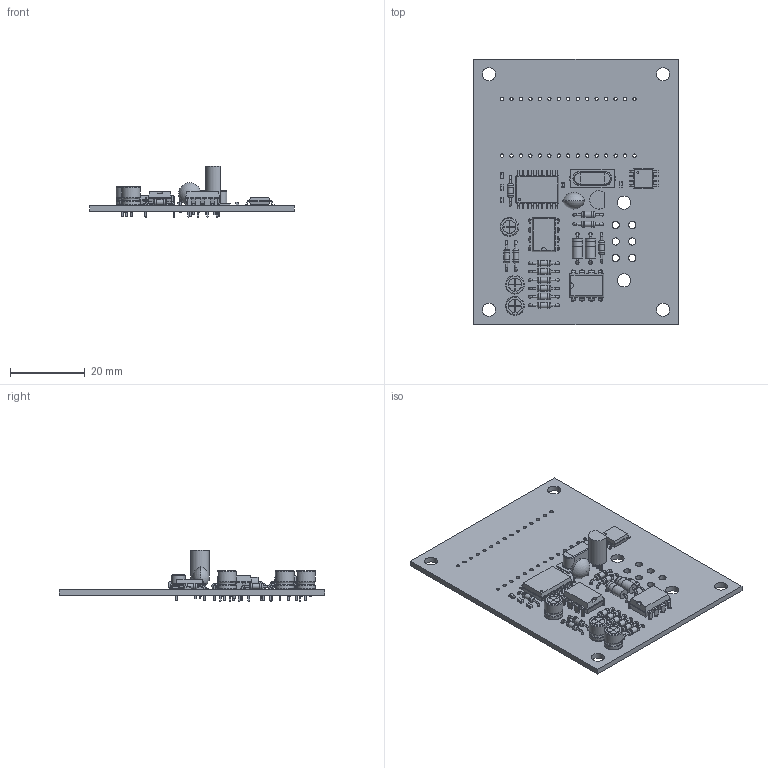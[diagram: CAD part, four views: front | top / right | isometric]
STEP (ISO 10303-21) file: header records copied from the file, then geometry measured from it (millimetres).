
FILE_DESCRIPTION(('KiCad electronic assembly'),'2;1');
FILE_NAME('New Tachometer.step','2025-11-23T23:48:50',('Pcbnew'),( 'Kicad'),'Open CASCADE STEP processor 7.9','KiCad to STEP converter' ,'Unknown');
FILE_SCHEMA(('AUTOMOTIVE_DESIGN { 1 0 10303 214 1 1 1 1 }'));
Length unit declared in the file: millimetre
Products named in the file (13): New Tachometer 1; R_Axial_DIN0204_L3.6mm_D1.6mm_P7.62mm_Horizontal; SOIC-18W_7.5x11.6mm_P1.27mm; CP_Radial_D5.0mm_P2.50mm; DIP-8_W7.62mm; C_0603_1608Metric; TO-92L_Inline; Crystal_SMD_HC49-SD; D_A-405_P7.62mm_Horizontal; CP_EIA-1608-08_AVX-J; C_Disc_D6.0mm_W4.4mm_P5.00mm; SOIC-8_5.3x5.3mm_P1.27mm; New Tachometer_PCB
Assembly tree (30 placements, depth 2):
  New Tachometer 1
    R_Axial_DIN0204_L3.6mm_D1.6mm_P7.62mm_Horizontal  x12
    SOIC-18W_7.5x11.6mm_P1.27mm
    CP_Radial_D5.0mm_P2.50mm  x3
    DIP-8_W7.62mm  x2
    C_0603_1608Metric  x4
    TO-92L_Inline
    Crystal_SMD_HC49-SD
    D_A-405_P7.62mm_Horizontal  x2
    CP_EIA-1608-08_AVX-J
    C_Disc_D6.0mm_W4.4mm_P5.00mm
    SOIC-8_5.3x5.3mm_P1.27mm
    New Tachometer_PCB
Bounding box: 54.75 x 71.25 x 13.8 mm (x, y, z)
Volume: 7142.8 mm3; surface area: 11001.4 mm2
Topology: 30 solids, 33 shells, 1440 faces, 3550 edges, 2252 vertices
Faces by surface type: plane 834, cylinder 437, bspline 90, torus 60, revolution 17, sphere 2
Full cylindrical faces by diameter (mm): 0.5 x56, 0.6 x8, 0.7 x24, 0.75 x3, 0.8 x24, 0.9 x34, 1.44 x12, 1.6 x24, 1.93 x6, 2.7 x4, 2.72 x2, 3.5 x4, 3.55 x2
Entity records: 36259 total; most frequent: CARTESIAN_POINT 6560, ORIENTED_EDGE 4767, DIRECTION 4617, EDGE_CURVE 2384, LINE 1686, VECTOR 1686, VERTEX_POINT 1522, AXIS2_PLACEMENT_3D 1462
